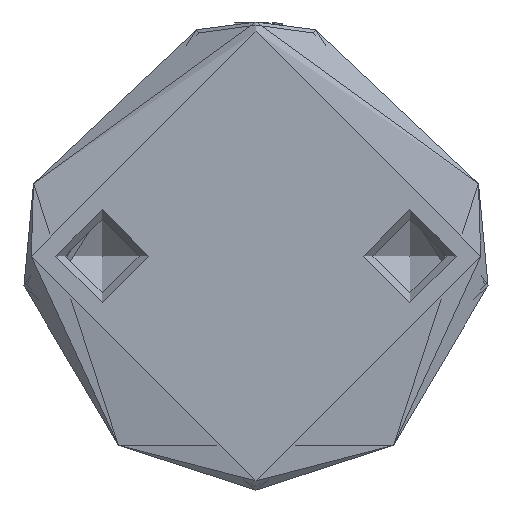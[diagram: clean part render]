
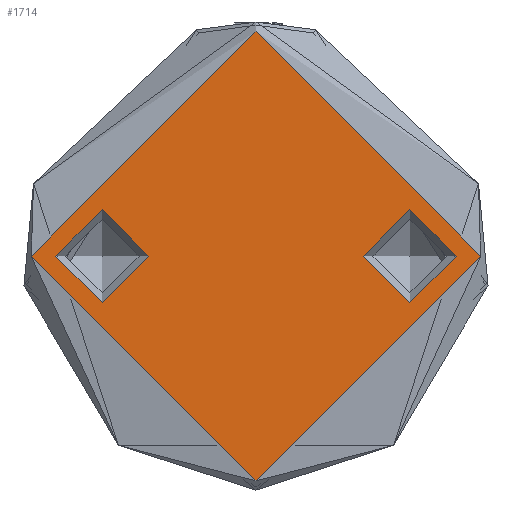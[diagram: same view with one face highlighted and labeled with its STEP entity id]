
A CAD part, front view. The second image highlights one B-rep face of the part: STEP entity #1714.
In plain terms, the highlighted face is planar.
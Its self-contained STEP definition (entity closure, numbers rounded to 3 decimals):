
#7 = CARTESIAN_POINT ( 'NONE',  ( 3.75, 12.5, 0. ) ) ;
#137 = AXIS2_PLACEMENT_3D ( 'NONE', #2363, #4240, #5763 ) ;
#435 = DIRECTION ( 'NONE',  ( 0., 0., -1. ) ) ;
#570 = AXIS2_PLACEMENT_3D ( 'NONE', #3707, #864, #4215 ) ;
#652 = DIRECTION ( 'NONE',  ( 0., 0., 1. ) ) ;
#864 = DIRECTION ( 'NONE',  ( 0., 0., 1. ) ) ;
#939 = CARTESIAN_POINT ( 'NONE',  ( 3.75, -12.5, 0. ) ) ;
#1294 = CIRCLE ( 'NONE', #3764, 3.75 ) ;
#1406 = FACE_BOUND ( 'NONE', #2748, .T. ) ;
#1479 = FACE_OUTER_BOUND ( 'NONE', #4360, .T. ) ;
#1547 = FACE_BOUND ( 'NONE', #3191, .T. ) ;
#1714 = ADVANCED_FACE ( 'NONE', ( #1406, #1479, #1547 ), #4792, .T. ) ;
#2363 = CARTESIAN_POINT ( 'NONE',  ( 0., 0., 0. ) ) ;
#2668 = ORIENTED_EDGE ( 'NONE', *, *, #4523, .F. ) ;
#2726 = EDGE_CURVE ( 'NONE', #3469, #3469, #2813, .T. ) ;
#2748 = EDGE_LOOP ( 'NONE', ( #2668 ) ) ;
#2813 = CIRCLE ( 'NONE', #5959, 18.25 ) ;
#3158 = VERTEX_POINT ( 'NONE', #7 ) ;
#3191 = EDGE_LOOP ( 'NONE', ( #3884 ) ) ;
#3269 = CARTESIAN_POINT ( 'NONE',  ( 0., -12.5, 0. ) ) ;
#3469 = VERTEX_POINT ( 'NONE', #3766 ) ;
#3504 = CARTESIAN_POINT ( 'NONE',  ( 0., 0., 0. ) ) ;
#3707 = CARTESIAN_POINT ( 'NONE',  ( 0., 12.5, 0. ) ) ;
#3758 = DIRECTION ( 'NONE',  ( 1., 0., 0. ) ) ;
#3764 = AXIS2_PLACEMENT_3D ( 'NONE', #3269, #435, #3758 ) ;
#3766 = CARTESIAN_POINT ( 'NONE',  ( 18.25, 0., 0. ) ) ;
#3880 = CIRCLE ( 'NONE', #570, 3.75 ) ;
#3884 = ORIENTED_EDGE ( 'NONE', *, *, #5166, .T. ) ;
#3995 = DIRECTION ( 'NONE',  ( 1., 0., 0. ) ) ;
#4215 = DIRECTION ( 'NONE',  ( 1., 0., 0. ) ) ;
#4240 = DIRECTION ( 'NONE',  ( 0., 0., 1. ) ) ;
#4321 = VERTEX_POINT ( 'NONE', #939 ) ;
#4360 = EDGE_LOOP ( 'NONE', ( #5395 ) ) ;
#4523 = EDGE_CURVE ( 'NONE', #3158, #3158, #3880, .T. ) ;
#4792 = PLANE ( 'NONE',  #137 ) ;
#5166 = EDGE_CURVE ( 'NONE', #4321, #4321, #1294, .T. ) ;
#5395 = ORIENTED_EDGE ( 'NONE', *, *, #2726, .T. ) ;
#5763 = DIRECTION ( 'NONE',  ( 1., 0., 0. ) ) ;
#5959 = AXIS2_PLACEMENT_3D ( 'NONE', #3504, #652, #3995 ) ;
